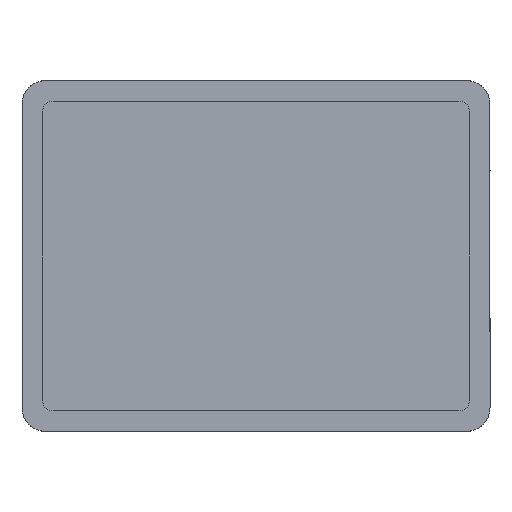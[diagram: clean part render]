
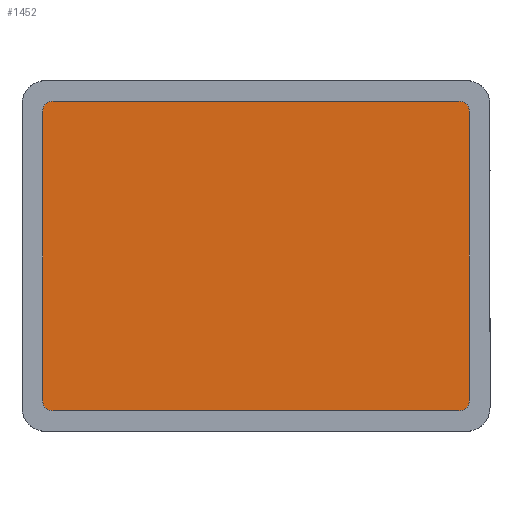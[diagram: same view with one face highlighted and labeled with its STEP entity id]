
A CAD part, front view. The second image highlights one B-rep face of the part: STEP entity #1452.
In plain terms, the highlighted planar face has unit normal (0, -1, 0).
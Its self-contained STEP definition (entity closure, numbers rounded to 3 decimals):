
#263 = ORIENTED_EDGE ( 'NONE', *, *, #11883, .F. ) ;
#486 = EDGE_CURVE ( 'NONE', #3351, #3496, #4035, .T. ) ;
#753 = VERTEX_POINT ( 'NONE', #12481 ) ;
#940 = CIRCLE ( 'NONE', #2601, 9. ) ;
#1219 = CARTESIAN_POINT ( 'NONE',  ( 173., 0., -123. ) ) ;
#1289 = EDGE_CURVE ( 'NONE', #7886, #9599, #12133, .T. ) ;
#1452 = ADVANCED_FACE ( 'NONE', ( #11923 ), #1910, .F. ) ;
#1910 = PLANE ( 'NONE',  #8642 ) ;
#1959 = VERTEX_POINT ( 'NONE', #2221 ) ;
#2221 = CARTESIAN_POINT ( 'NONE',  ( 182., 0., -123. ) ) ;
#2232 = VERTEX_POINT ( 'NONE', #4756 ) ;
#2445 = EDGE_CURVE ( 'NONE', #10664, #2232, #5199, .T. ) ;
#2601 = AXIS2_PLACEMENT_3D ( 'NONE', #1219, #5203, #9205 ) ;
#2700 = CARTESIAN_POINT ( 'NONE',  ( -173., 0., -123. ) ) ;
#2909 = DIRECTION ( 'NONE',  ( 0., 1., 0. ) ) ;
#3192 = CARTESIAN_POINT ( 'NONE',  ( -173., 0., 123. ) ) ;
#3351 = VERTEX_POINT ( 'NONE', #6864 ) ;
#3496 = VERTEX_POINT ( 'NONE', #5745 ) ;
#4035 = LINE ( 'NONE', #8899, #8103 ) ;
#4100 = AXIS2_PLACEMENT_3D ( 'NONE', #3192, #9089, #11180 ) ;
#4756 = CARTESIAN_POINT ( 'NONE',  ( -173., 0., -132. ) ) ;
#4769 = EDGE_CURVE ( 'NONE', #3496, #7886, #7053, .T. ) ;
#5199 = LINE ( 'NONE', #12333, #12366 ) ;
#5203 = DIRECTION ( 'NONE',  ( 0., 1., 0. ) ) ;
#5486 = ORIENTED_EDGE ( 'NONE', *, *, #8493, .F. ) ;
#5745 = CARTESIAN_POINT ( 'NONE',  ( -182., 0., 123. ) ) ;
#5883 = AXIS2_PLACEMENT_3D ( 'NONE', #9435, #8717, #9624 ) ;
#6370 = CARTESIAN_POINT ( 'NONE',  ( 182., 0., 123. ) ) ;
#6496 = ORIENTED_EDGE ( 'NONE', *, *, #7412, .F. ) ;
#6500 = LINE ( 'NONE', #6370, #9104 ) ;
#6832 = DIRECTION ( 'NONE',  ( 0., 0., 1. ) ) ;
#6864 = CARTESIAN_POINT ( 'NONE',  ( -182., 0., -123. ) ) ;
#6872 = DIRECTION ( 'NONE',  ( 0., 0., 1. ) ) ;
#6910 = DIRECTION ( 'NONE',  ( 0., 0., 1. ) ) ;
#7053 = CIRCLE ( 'NONE', #4100, 9. ) ;
#7168 = DIRECTION ( 'NONE',  ( 1., 0., 0. ) ) ;
#7227 = ORIENTED_EDGE ( 'NONE', *, *, #486, .F. ) ;
#7228 = DIRECTION ( 'NONE',  ( 0., 0., -1. ) ) ;
#7412 = EDGE_CURVE ( 'NONE', #2232, #3351, #8204, .T. ) ;
#7886 = VERTEX_POINT ( 'NONE', #10407 ) ;
#8103 = VECTOR ( 'NONE', #6872, 1000. ) ;
#8204 = CIRCLE ( 'NONE', #5883, 9. ) ;
#8233 = ORIENTED_EDGE ( 'NONE', *, *, #4769, .F. ) ;
#8493 = EDGE_CURVE ( 'NONE', #1959, #10664, #940, .T. ) ;
#8642 = AXIS2_PLACEMENT_3D ( 'NONE', #2700, #10820, #6832 ) ;
#8717 = DIRECTION ( 'NONE',  ( 0., 1., 0. ) ) ;
#8868 = VECTOR ( 'NONE', #7168, 1000. ) ;
#8899 = CARTESIAN_POINT ( 'NONE',  ( -182., 0., 123. ) ) ;
#9025 = ORIENTED_EDGE ( 'NONE', *, *, #11250, .F. ) ;
#9089 = DIRECTION ( 'NONE',  ( 0., 1., 0. ) ) ;
#9104 = VECTOR ( 'NONE', #7228, 1000. ) ;
#9138 = DIRECTION ( 'NONE',  ( -1., 0., 0. ) ) ;
#9205 = DIRECTION ( 'NONE',  ( 0., 0., 1. ) ) ;
#9292 = ORIENTED_EDGE ( 'NONE', *, *, #2445, .F. ) ;
#9435 = CARTESIAN_POINT ( 'NONE',  ( -173., 0., -123. ) ) ;
#9599 = VERTEX_POINT ( 'NONE', #12673 ) ;
#9624 = DIRECTION ( 'NONE',  ( 0., 0., 1. ) ) ;
#10347 = CIRCLE ( 'NONE', #11600, 9. ) ;
#10407 = CARTESIAN_POINT ( 'NONE',  ( -173., 0., 132. ) ) ;
#10664 = VERTEX_POINT ( 'NONE', #11446 ) ;
#10820 = DIRECTION ( 'NONE',  ( 0., 1., 0. ) ) ;
#11090 = CARTESIAN_POINT ( 'NONE',  ( -173., 0., 132. ) ) ;
#11180 = DIRECTION ( 'NONE',  ( 0., 0., 1. ) ) ;
#11198 = ORIENTED_EDGE ( 'NONE', *, *, #1289, .F. ) ;
#11250 = EDGE_CURVE ( 'NONE', #9599, #753, #10347, .T. ) ;
#11446 = CARTESIAN_POINT ( 'NONE',  ( 173., 0., -132. ) ) ;
#11600 = AXIS2_PLACEMENT_3D ( 'NONE', #12729, #2909, #6910 ) ;
#11883 = EDGE_CURVE ( 'NONE', #753, #1959, #6500, .T. ) ;
#11923 = FACE_OUTER_BOUND ( 'NONE', #12088, .T. ) ;
#12088 = EDGE_LOOP ( 'NONE', ( #6496, #9292, #5486, #263, #9025, #11198, #8233, #7227 ) ) ;
#12133 = LINE ( 'NONE', #11090, #8868 ) ;
#12333 = CARTESIAN_POINT ( 'NONE',  ( -173., 0., -132. ) ) ;
#12366 = VECTOR ( 'NONE', #9138, 1000. ) ;
#12481 = CARTESIAN_POINT ( 'NONE',  ( 182., 0., 123. ) ) ;
#12673 = CARTESIAN_POINT ( 'NONE',  ( 173., 0., 132. ) ) ;
#12729 = CARTESIAN_POINT ( 'NONE',  ( 173., 0., 123. ) ) ;
